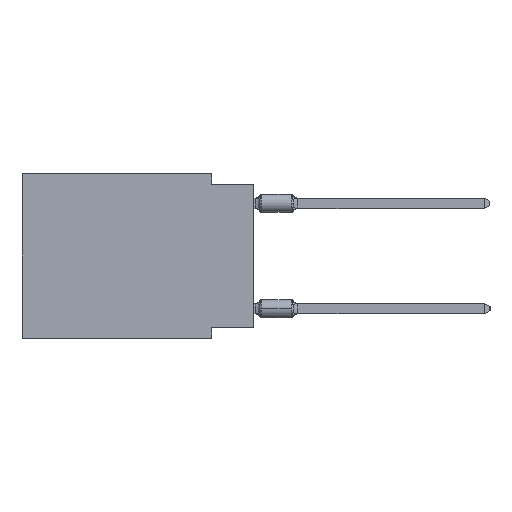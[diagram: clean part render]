
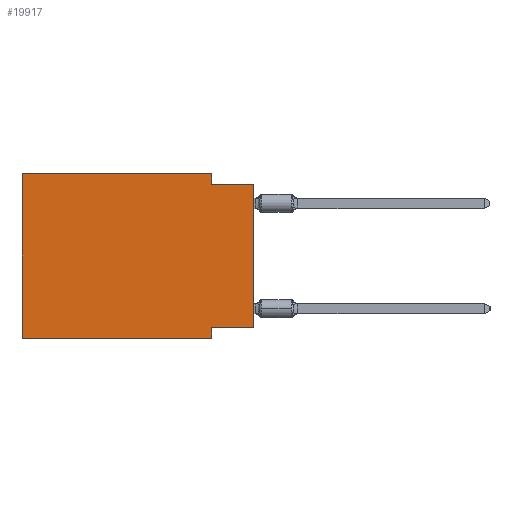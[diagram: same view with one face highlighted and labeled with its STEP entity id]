
A CAD part, left-side view. The second image highlights one B-rep face of the part: STEP entity #19917.
In plain terms, the highlighted planar face has unit normal (-1, 0, 0).
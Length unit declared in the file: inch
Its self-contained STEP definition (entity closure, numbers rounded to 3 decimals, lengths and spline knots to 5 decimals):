
#697 = VERTEX_POINT ( 'NONE', #22918 ) ;
#1020 = CARTESIAN_POINT ( 'NONE',  ( 0., 0.55, -0.39 ) ) ;
#1040 = CARTESIAN_POINT ( 'NONE',  ( 0., 0., 0. ) ) ;
#1195 = DIRECTION ( 'NONE',  ( 0., -1., 0. ) ) ;
#1566 = DIRECTION ( 'NONE',  ( 0., 0., 1. ) ) ;
#2730 = VECTOR ( 'NONE', #29322, 39.37008 ) ;
#2962 = VERTEX_POINT ( 'NONE', #3863 ) ;
#3863 = CARTESIAN_POINT ( 'NONE',  ( 0., 0.1, -0.39 ) ) ;
#3971 = LINE ( 'NONE', #15394, #6227 ) ;
#4209 = EDGE_CURVE ( 'NONE', #5227, #2962, #25883, .T. ) ;
#4770 = CARTESIAN_POINT ( 'NONE',  ( 0., 0.1, 0. ) ) ;
#5211 = CARTESIAN_POINT ( 'NONE',  ( 0., 0.1, -0.39 ) ) ;
#5227 = VERTEX_POINT ( 'NONE', #17725 ) ;
#6185 = EDGE_CURVE ( 'NONE', #19822, #19441, #15137, .T. ) ;
#6227 = VECTOR ( 'NONE', #10024, 39.37008 ) ;
#6877 = FACE_OUTER_BOUND ( 'NONE', #12615, .T. ) ;
#6952 = ORIENTED_EDGE ( 'NONE', *, *, #4209, .T. ) ;
#7108 = CARTESIAN_POINT ( 'NONE',  ( 0., 0.1, 0. ) ) ;
#7234 = DIRECTION ( 'NONE',  ( 1., 0., 0. ) ) ;
#8372 = VECTOR ( 'NONE', #10915, 39.37008 ) ;
#8529 = EDGE_CURVE ( 'NONE', #19441, #697, #15513, .T. ) ;
#10024 = DIRECTION ( 'NONE',  ( 0., 1., 0. ) ) ;
#10121 = AXIS2_PLACEMENT_3D ( 'NONE', #31795, #7234, #17776 ) ;
#10915 = DIRECTION ( 'NONE',  ( 0., 0., -1. ) ) ;
#11278 = VECTOR ( 'NONE', #1566, 39.37008 ) ;
#12103 = ORIENTED_EDGE ( 'NONE', *, *, #8529, .F. ) ;
#12615 = EDGE_LOOP ( 'NONE', ( #25327, #16868, #12103, #26286, #26806, #6952, #32772, #25633 ) ) ;
#12656 = DIRECTION ( 'NONE',  ( 0., 0., -1. ) ) ;
#12866 = VERTEX_POINT ( 'NONE', #34766 ) ;
#14162 = VECTOR ( 'NONE', #19184, 39.37008 ) ;
#15137 = LINE ( 'NONE', #18355, #2730 ) ;
#15394 = CARTESIAN_POINT ( 'NONE',  ( 0., 0., -0.365 ) ) ;
#15513 = LINE ( 'NONE', #7108, #17179 ) ;
#16868 = ORIENTED_EDGE ( 'NONE', *, *, #30829, .F. ) ;
#16938 = CARTESIAN_POINT ( 'NONE',  ( 0., 0., -0.365 ) ) ;
#17059 = LINE ( 'NONE', #31073, #23441 ) ;
#17179 = VECTOR ( 'NONE', #12656, 39.37008 ) ;
#17491 = EDGE_CURVE ( 'NONE', #25944, #2962, #32798, .T. ) ;
#17725 = CARTESIAN_POINT ( 'NONE',  ( 0., 0.55, -0.39 ) ) ;
#17776 = DIRECTION ( 'NONE',  ( 0., 0., -1. ) ) ;
#18015 = VERTEX_POINT ( 'NONE', #16938 ) ;
#18355 = CARTESIAN_POINT ( 'NONE',  ( 0., 0.55, 0. ) ) ;
#19017 = CARTESIAN_POINT ( 'NONE',  ( 0., 0., -0.025 ) ) ;
#19184 = DIRECTION ( 'NONE',  ( 0., -1., 0. ) ) ;
#19441 = VERTEX_POINT ( 'NONE', #4770 ) ;
#19822 = VERTEX_POINT ( 'NONE', #31258 ) ;
#19917 = ADVANCED_FACE ( 'NONE', ( #6877 ), #23528, .F. ) ;
#22170 = EDGE_CURVE ( 'NONE', #18015, #25944, #3971, .T. ) ;
#22918 = CARTESIAN_POINT ( 'NONE',  ( 0., 0.1, -0.025 ) ) ;
#23441 = VECTOR ( 'NONE', #28014, 39.37008 ) ;
#23528 = PLANE ( 'NONE',  #10121 ) ;
#24404 = LINE ( 'NONE', #19017, #14162 ) ;
#25327 = ORIENTED_EDGE ( 'NONE', *, *, #30135, .T. ) ;
#25633 = ORIENTED_EDGE ( 'NONE', *, *, #22170, .F. ) ;
#25883 = LINE ( 'NONE', #1020, #34699 ) ;
#25944 = VERTEX_POINT ( 'NONE', #31185 ) ;
#26286 = ORIENTED_EDGE ( 'NONE', *, *, #6185, .F. ) ;
#26806 = ORIENTED_EDGE ( 'NONE', *, *, #33332, .F. ) ;
#28014 = DIRECTION ( 'NONE',  ( 0., 0., 1. ) ) ;
#28784 = LINE ( 'NONE', #1040, #11278 ) ;
#29322 = DIRECTION ( 'NONE',  ( 0., -1., 0. ) ) ;
#30135 = EDGE_CURVE ( 'NONE', #18015, #12866, #28784, .T. ) ;
#30829 = EDGE_CURVE ( 'NONE', #697, #12866, #24404, .T. ) ;
#31073 = CARTESIAN_POINT ( 'NONE',  ( 0., 0.55, 0. ) ) ;
#31185 = CARTESIAN_POINT ( 'NONE',  ( 0., 0.1, -0.365 ) ) ;
#31258 = CARTESIAN_POINT ( 'NONE',  ( 0., 0.55, 0. ) ) ;
#31795 = CARTESIAN_POINT ( 'NONE',  ( 0., 0.55, 0. ) ) ;
#32772 = ORIENTED_EDGE ( 'NONE', *, *, #17491, .F. ) ;
#32798 = LINE ( 'NONE', #5211, #8372 ) ;
#33332 = EDGE_CURVE ( 'NONE', #5227, #19822, #17059, .T. ) ;
#34699 = VECTOR ( 'NONE', #1195, 39.37008 ) ;
#34766 = CARTESIAN_POINT ( 'NONE',  ( 0., 0., -0.025 ) ) ;
